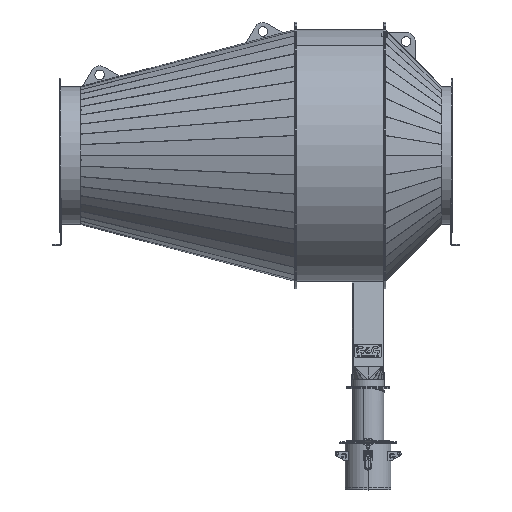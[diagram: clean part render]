
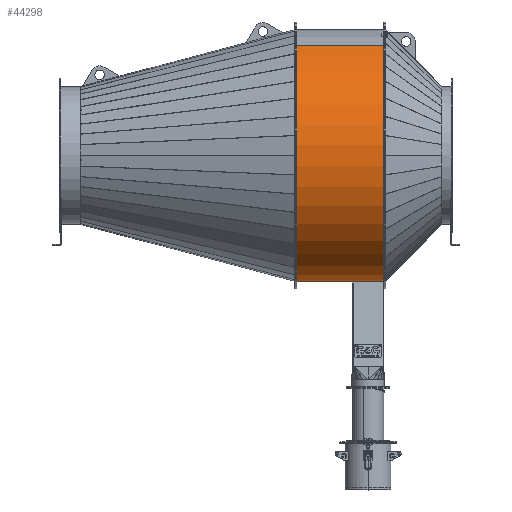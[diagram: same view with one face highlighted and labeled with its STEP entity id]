
A CAD part, top view. The second image highlights one B-rep face of the part: STEP entity #44298.
In plain terms, the highlighted cylindrical face has radius 596.5 mm (diameter 1193 mm), a partial arc.
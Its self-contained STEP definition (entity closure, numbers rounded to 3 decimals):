
#621 = DIRECTION ( 'NONE',  ( 0., -1., 0. ) ) ;
#3755 = CARTESIAN_POINT ( 'NONE',  ( -287.854, 423., -522.448 ) ) ;
#5776 = CARTESIAN_POINT ( 'NONE',  ( -0.251, 423., 596.5 ) ) ;
#9040 = DIRECTION ( 'NONE',  ( 0., 1., 0. ) ) ;
#10445 = ORIENTED_EDGE ( 'NONE', *, *, #30601, .F. ) ;
#12773 = LINE ( 'NONE', #24572, #37841 ) ;
#13812 = DIRECTION ( 'NONE',  ( 1., 0., 0. ) ) ;
#14352 = EDGE_LOOP ( 'NONE', ( #49045, #16692, #37190, #10445 ) ) ;
#15173 = VERTEX_POINT ( 'NONE', #36606 ) ;
#16692 = ORIENTED_EDGE ( 'NONE', *, *, #21312, .T. ) ;
#16985 = CIRCLE ( 'NONE', #17020, 596.5 ) ;
#17020 = AXIS2_PLACEMENT_3D ( 'NONE', #39432, #9040, #40458 ) ;
#17451 = CARTESIAN_POINT ( 'NONE',  ( -0.251, 0., 596.5 ) ) ;
#17509 = DIRECTION ( 'NONE',  ( 0., 0., -1. ) ) ;
#17996 = AXIS2_PLACEMENT_3D ( 'NONE', #29990, #29232, #13812 ) ;
#19227 = LINE ( 'NONE', #3755, #33561 ) ;
#20402 = AXIS2_PLACEMENT_3D ( 'NONE', #28303, #44060, #17509 ) ;
#21312 = EDGE_CURVE ( 'NONE', #15173, #29197, #29517, .T. ) ;
#24572 = CARTESIAN_POINT ( 'NONE',  ( -0.251, 423., 596.5 ) ) ;
#28303 = CARTESIAN_POINT ( 'NONE',  ( 0., 423., 0. ) ) ;
#29197 = VERTEX_POINT ( 'NONE', #17451 ) ;
#29232 = DIRECTION ( 'NONE',  ( 0., 1., 0. ) ) ;
#29517 = CIRCLE ( 'NONE', #17996, 596.5 ) ;
#29990 = CARTESIAN_POINT ( 'NONE',  ( 0., 0., 0. ) ) ;
#30601 = EDGE_CURVE ( 'NONE', #46707, #40765, #16985, .T. ) ;
#31126 = CARTESIAN_POINT ( 'NONE',  ( -287.854, 423., -522.448 ) ) ;
#32852 = EDGE_CURVE ( 'NONE', #15173, #46707, #19227, .T. ) ;
#32950 = CYLINDRICAL_SURFACE ( 'NONE', #20402, 596.5 ) ;
#33561 = VECTOR ( 'NONE', #34439, 1000. ) ;
#34439 = DIRECTION ( 'NONE',  ( 0., 1., 0. ) ) ;
#36606 = CARTESIAN_POINT ( 'NONE',  ( -287.854, 0., -522.448 ) ) ;
#36823 = FACE_OUTER_BOUND ( 'NONE', #14352, .T. ) ;
#37190 = ORIENTED_EDGE ( 'NONE', *, *, #45240, .F. ) ;
#37841 = VECTOR ( 'NONE', #621, 1000. ) ;
#39432 = CARTESIAN_POINT ( 'NONE',  ( 0., 423., 0. ) ) ;
#40458 = DIRECTION ( 'NONE',  ( 1., 0., 0. ) ) ;
#40765 = VERTEX_POINT ( 'NONE', #5776 ) ;
#44060 = DIRECTION ( 'NONE',  ( 0., -1., 0. ) ) ;
#44298 = ADVANCED_FACE ( 'NONE', ( #36823 ), #32950, .T. ) ;
#45240 = EDGE_CURVE ( 'NONE', #40765, #29197, #12773, .T. ) ;
#46707 = VERTEX_POINT ( 'NONE', #31126 ) ;
#49045 = ORIENTED_EDGE ( 'NONE', *, *, #32852, .F. ) ;
